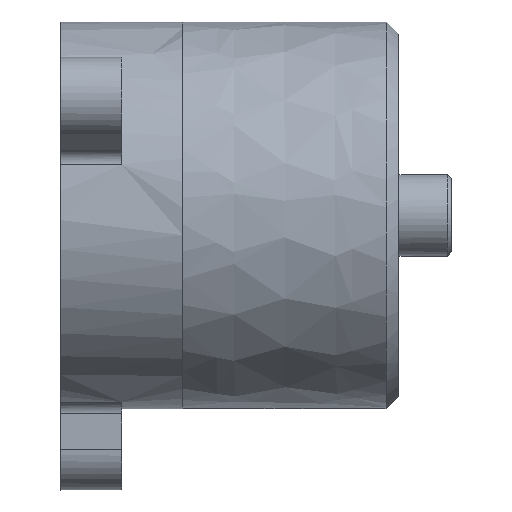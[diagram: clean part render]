
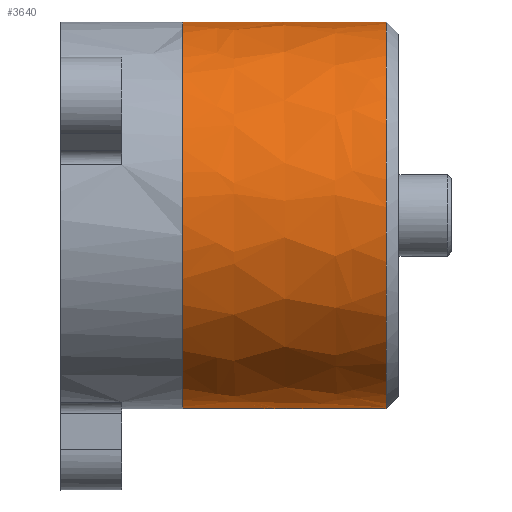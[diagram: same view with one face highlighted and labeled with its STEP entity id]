
A CAD part, top view. The second image highlights one B-rep face of the part: STEP entity #3640.
In plain terms, the highlighted free-form (B-spline) face has degree [2, 1] with [9, 2] control points.
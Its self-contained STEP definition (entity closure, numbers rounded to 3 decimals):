
#2947 = VERTEX_POINT('',#2948);
#2948 = CARTESIAN_POINT('',(54.089,-43.309,
    0.));
#2953 = EDGE_CURVE('',#2947,#2954,#2956,.T.);
#2954 = VERTEX_POINT('',#2955);
#2955 = CARTESIAN_POINT('',(51.059,-43.203,
    -3.03));
#2956 = B_SPLINE_CURVE_WITH_KNOTS('',3,(#2957,#2958,#2959,#2960,#2961,
    #2962,#2963,#2964,#2965,#2966),.UNSPECIFIED.,.F.,.F.,(4,2,2,2,4),(
    1.503,1.628,1.753,1.879,
    2.004),.UNSPECIFIED.);
#2957 = CARTESIAN_POINT('',(54.089,-43.309,
    0.));
#2958 = CARTESIAN_POINT('',(54.089,-43.309,
    -0.381));
#2959 = CARTESIAN_POINT('',(54.013,-43.303,
    -0.787));
#2960 = CARTESIAN_POINT('',(53.704,-43.283,
    -1.533));
#2961 = CARTESIAN_POINT('',(53.471,-43.269,
    -1.874));
#2962 = CARTESIAN_POINT('',(52.933,-43.243,
    -2.412));
#2963 = CARTESIAN_POINT('',(52.592,-43.228,
    -2.645));
#2964 = CARTESIAN_POINT('',(51.846,-43.208,
    -2.954));
#2965 = CARTESIAN_POINT('',(51.44,-43.203,
    -3.03));
#2966 = CARTESIAN_POINT('',(51.059,-43.203,
    -3.03));
#2968 = EDGE_CURVE('',#2954,#2969,#2971,.T.);
#2969 = VERTEX_POINT('',#2970);
#2970 = CARTESIAN_POINT('',(48.029,-43.309,
    0.));
#2971 = B_SPLINE_CURVE_WITH_KNOTS('',3,(#2972,#2973,#2974,#2975,#2976,
    #2977,#2978,#2979,#2980,#2981),.UNSPECIFIED.,.F.,.F.,(4,2,2,2,4),(0.
    ,0.125,0.25,0.376,0.501),
  .UNSPECIFIED.);
#2972 = CARTESIAN_POINT('',(51.059,-43.203,
    -3.03));
#2973 = CARTESIAN_POINT('',(50.678,-43.203,
    -3.03));
#2974 = CARTESIAN_POINT('',(50.273,-43.208,
    -2.954));
#2975 = CARTESIAN_POINT('',(49.526,-43.228,
    -2.645));
#2976 = CARTESIAN_POINT('',(49.185,-43.243,
    -2.412));
#2977 = CARTESIAN_POINT('',(48.647,-43.269,
    -1.874));
#2978 = CARTESIAN_POINT('',(48.414,-43.283,
    -1.533));
#2979 = CARTESIAN_POINT('',(48.105,-43.303,
    -0.787));
#2980 = CARTESIAN_POINT('',(48.029,-43.309,
    -0.381));
#2981 = CARTESIAN_POINT('',(48.029,-43.309,
    0.));
#2983 = EDGE_CURVE('',#2969,#2947,#2984,.T.);
#2984 = B_SPLINE_CURVE_WITH_KNOTS('',3,(#2985,#2986,#2987,#2988,#2989,
    #2990,#2991,#2992,#2993,#2994,#2995,#2996,#2997,#2998,#2999,#3000,
    #3001,#3002),.UNSPECIFIED.,.F.,.F.,(4,2,2,2,2,2,2,2,4),(
    0.501,0.626,0.751,0.877,
    1.002,1.127,1.252,1.378,
    1.503),.UNSPECIFIED.);
#2985 = CARTESIAN_POINT('',(48.029,-43.309,
    0.));
#2986 = CARTESIAN_POINT('',(48.029,-43.309,
    0.381));
#2987 = CARTESIAN_POINT('',(48.105,-43.303,
    0.787));
#2988 = CARTESIAN_POINT('',(48.414,-43.283,
    1.533));
#2989 = CARTESIAN_POINT('',(48.647,-43.269,
    1.874));
#2990 = CARTESIAN_POINT('',(49.185,-43.243,
    2.412));
#2991 = CARTESIAN_POINT('',(49.526,-43.228,
    2.645));
#2992 = CARTESIAN_POINT('',(50.273,-43.208,
    2.954));
#2993 = CARTESIAN_POINT('',(50.678,-43.203,
    3.03));
#2994 = CARTESIAN_POINT('',(51.44,-43.203,
    3.03));
#2995 = CARTESIAN_POINT('',(51.846,-43.208,
    2.954));
#2996 = CARTESIAN_POINT('',(52.592,-43.228,
    2.645));
#2997 = CARTESIAN_POINT('',(52.933,-43.243,
    2.412));
#2998 = CARTESIAN_POINT('',(53.471,-43.269,
    1.874));
#2999 = CARTESIAN_POINT('',(53.704,-43.283,
    1.533));
#3000 = CARTESIAN_POINT('',(54.013,-43.303,
    0.787));
#3001 = CARTESIAN_POINT('',(54.089,-43.309,
    0.381));
#3002 = CARTESIAN_POINT('',(54.089,-43.309,
    0.));
#3138 = EDGE_CURVE('',#3139,#3139,#3141,.T.);
#3139 = VERTEX_POINT('',#3140);
#3140 = CARTESIAN_POINT('',(27.353,-43.309,
    0.));
#3141 = ( BOUNDED_CURVE() B_SPLINE_CURVE(2,(#3142,#3143,#3144,#3145,
#3146,#3147,#3148),.UNSPECIFIED.,.T.,.F.) B_SPLINE_CURVE_WITH_KNOTS((3,2
    ,2,3),(4.712,6.807,8.901,10.996)
,.PIECEWISE_BEZIER_KNOTS.) CURVE() GEOMETRIC_REPRESENTATION_ITEM() 
RATIONAL_B_SPLINE_CURVE((1.,0.5,1.,0.5,1.,0.5,1.)) REPRESENTATION_ITEM(
  '') );
#3142 = CARTESIAN_POINT('',(27.353,-43.309,
    0.));
#3143 = CARTESIAN_POINT('',(27.353,-43.309,
    75.013));
#3144 = CARTESIAN_POINT('',(27.353,21.655,
    37.507));
#3145 = CARTESIAN_POINT('',(27.353,86.618,
    0.));
#3146 = CARTESIAN_POINT('',(27.353,21.655,
    -37.507));
#3147 = CARTESIAN_POINT('',(27.353,-43.309,
    -75.013));
#3148 = CARTESIAN_POINT('',(27.353,-43.309,
    0.));
#3572 = EDGE_CURVE('',#3573,#3575,#3577,.T.);
#3573 = VERTEX_POINT('',#3574);
#3574 = CARTESIAN_POINT('',(72.941,43.309,
    0.));
#3575 = VERTEX_POINT('',#3576);
#3576 = CARTESIAN_POINT('',(72.941,-43.309,
    0.));
#3577 = ( BOUNDED_CURVE() B_SPLINE_CURVE(2,(#3578,#3579,#3580,#3581,
#3582),.UNSPECIFIED.,.F.,.F.) B_SPLINE_CURVE_WITH_KNOTS((3,2,3),(
    3.142,4.712,6.283),
.PIECEWISE_BEZIER_KNOTS.) CURVE() GEOMETRIC_REPRESENTATION_ITEM() 
RATIONAL_B_SPLINE_CURVE((1.,0.707,1.,0.707,1.)) 
REPRESENTATION_ITEM('') );
#3578 = CARTESIAN_POINT('',(72.941,43.309,
    0.));
#3579 = CARTESIAN_POINT('',(72.941,43.309,
    43.309));
#3580 = CARTESIAN_POINT('',(72.941,0.,
    43.309));
#3581 = CARTESIAN_POINT('',(72.941,-43.309,
    43.309));
#3582 = CARTESIAN_POINT('',(72.941,-43.309,
    0.));
#3584 = EDGE_CURVE('',#3575,#3573,#3585,.T.);
#3585 = ( BOUNDED_CURVE() B_SPLINE_CURVE(2,(#3586,#3587,#3588,#3589,
#3590),.UNSPECIFIED.,.F.,.F.) B_SPLINE_CURVE_WITH_KNOTS((3,2,3),(0.,
1.571,3.142),.PIECEWISE_BEZIER_KNOTS.) CURVE() 
GEOMETRIC_REPRESENTATION_ITEM() RATIONAL_B_SPLINE_CURVE((1.,
0.707,1.,0.707,1.)) REPRESENTATION_ITEM('') );
#3586 = CARTESIAN_POINT('',(72.941,-43.309,0.));
#3587 = CARTESIAN_POINT('',(72.941,-43.309,
    -43.309));
#3588 = CARTESIAN_POINT('',(72.941,0.,
    -43.309));
#3589 = CARTESIAN_POINT('',(72.941,43.309,
    -43.309));
#3590 = CARTESIAN_POINT('',(72.941,43.309,
    0.));
#3640 = ADVANCED_FACE('',(#3641),#3661,.T.);
#3641 = FACE_BOUND('',#3642,.T.);
#3642 = EDGE_LOOP('',(#3643,#3644,#3649,#3650,#3655,#3656,#3657,#3658,
    #3659,#3660));
#3643 = ORIENTED_EDGE('',*,*,#3138,.F.);
#3644 = ORIENTED_EDGE('',*,*,#3645,.T.);
#3645 = EDGE_CURVE('',#3139,#2969,#3646,.T.);
#3646 = B_SPLINE_CURVE_WITH_KNOTS('',1,(#3647,#3648),.UNSPECIFIED.,.F.,
  .F.,(2,2),(-26.5,-3.824),.PIECEWISE_BEZIER_KNOTS.);
#3647 = CARTESIAN_POINT('',(27.353,-43.309,
    0.));
#3648 = CARTESIAN_POINT('',(48.029,-43.309,
    0.));
#3649 = ORIENTED_EDGE('',*,*,#2983,.T.);
#3650 = ORIENTED_EDGE('',*,*,#3651,.T.);
#3651 = EDGE_CURVE('',#2947,#3575,#3652,.T.);
#3652 = B_SPLINE_CURVE_WITH_KNOTS('',1,(#3653,#3654),.UNSPECIFIED.,.F.,
  .F.,(2,2),(2.824,23.5),.PIECEWISE_BEZIER_KNOTS.);
#3653 = CARTESIAN_POINT('',(54.089,-43.309,
    0.));
#3654 = CARTESIAN_POINT('',(72.941,-43.309,
    0.));
#3655 = ORIENTED_EDGE('',*,*,#3572,.F.);
#3656 = ORIENTED_EDGE('',*,*,#3584,.F.);
#3657 = ORIENTED_EDGE('',*,*,#3651,.F.);
#3658 = ORIENTED_EDGE('',*,*,#2953,.T.);
#3659 = ORIENTED_EDGE('',*,*,#2968,.T.);
#3660 = ORIENTED_EDGE('',*,*,#3645,.F.);
#3661 = ( BOUNDED_SURFACE() B_SPLINE_SURFACE(2,1,(
    (#3662,#3663)
    ,(#3664,#3665)
    ,(#3666,#3667)
    ,(#3668,#3669)
    ,(#3670,#3671)
    ,(#3672,#3673)
    ,(#3674,#3675)
    ,(#3676,#3677)
    ,(#3678,#3679
)),.UNSPECIFIED.,.T.,.F.,.F.) B_SPLINE_SURFACE_WITH_KNOTS((3,2,2,2,3),(2
    ,2),(-3.142,-2.094,0.,2.094,3.142)
,(-23.5,26.5),.UNSPECIFIED.) GEOMETRIC_REPRESENTATION_ITEM() 
RATIONAL_B_SPLINE_SURFACE((
    (0.75,0.75)
    ,(0.75,0.75)
    ,(1.,1.)
    ,(0.5,0.5)
    ,(1.,1.)
    ,(0.5,0.5)
    ,(1.,1.)
    ,(0.75,0.75)
,(0.75,0.75))) REPRESENTATION_ITEM('') SURFACE() );
#3662 = CARTESIAN_POINT('',(72.941,-43.309,0.));
#3663 = CARTESIAN_POINT('',(27.353,-43.309,0.));
#3664 = CARTESIAN_POINT('',(72.941,-43.309,
    25.004));
#3665 = CARTESIAN_POINT('',(27.353,-43.309,
    25.004));
#3666 = CARTESIAN_POINT('',(72.941,-21.655,
    37.507));
#3667 = CARTESIAN_POINT('',(27.353,-21.655,
    37.507));
#3668 = CARTESIAN_POINT('',(72.941,43.309,
    75.013));
#3669 = CARTESIAN_POINT('',(27.353,43.309,
    75.013));
#3670 = CARTESIAN_POINT('',(72.941,43.309,0.));
#3671 = CARTESIAN_POINT('',(27.353,43.309,0.));
#3672 = CARTESIAN_POINT('',(72.941,43.309,
    -75.013));
#3673 = CARTESIAN_POINT('',(27.353,43.309,
    -75.013));
#3674 = CARTESIAN_POINT('',(72.941,-21.655,
    -37.507));
#3675 = CARTESIAN_POINT('',(27.353,-21.655,
    -37.507));
#3676 = CARTESIAN_POINT('',(72.941,-43.309,
    -25.004));
#3677 = CARTESIAN_POINT('',(27.353,-43.309,
    -25.004));
#3678 = CARTESIAN_POINT('',(72.941,-43.309,0.));
#3679 = CARTESIAN_POINT('',(27.353,-43.309,0.));
